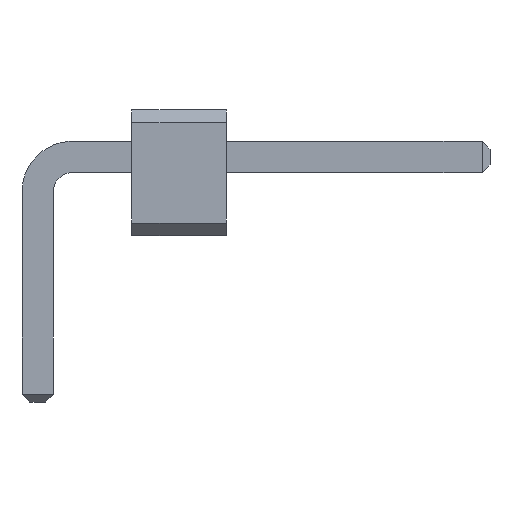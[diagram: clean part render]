
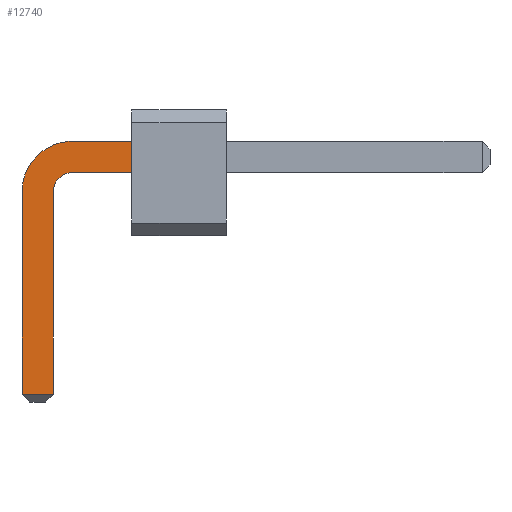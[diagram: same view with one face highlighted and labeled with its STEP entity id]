
A CAD part, front view. The second image highlights one B-rep face of the part: STEP entity #12740.
In plain terms, the highlighted planar face has unit normal (0, -1, 0).
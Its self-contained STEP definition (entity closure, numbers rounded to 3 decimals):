
#4146 = VERTEX_POINT('',#4147);
#4147 = CARTESIAN_POINT('',(1.5,-50.25,1.25));
#4155 = EDGE_CURVE('',#4146,#4156,#4158,.T.);
#4156 = VERTEX_POINT('',#4157);
#4157 = CARTESIAN_POINT('',(1.5,-50.25,0.75));
#4158 = LINE('',#4159,#4160);
#4159 = CARTESIAN_POINT('',(1.5,-50.25,0.499));
#4160 = VECTOR('',#4161,1.);
#4161 = DIRECTION('',(0.,0.,-1.));
#12640 = VERTEX_POINT('',#12641);
#12641 = CARTESIAN_POINT('',(0.5,-50.25,1.25));
#12647 = EDGE_CURVE('',#12640,#4146,#12648,.T.);
#12648 = LINE('',#12649,#12650);
#12649 = CARTESIAN_POINT('',(0.5,-50.25,1.25));
#12650 = VECTOR('',#12651,1.);
#12651 = DIRECTION('',(1.,0.,0.));
#12722 = EDGE_CURVE('',#4156,#12723,#12725,.T.);
#12723 = VERTEX_POINT('',#12724);
#12724 = CARTESIAN_POINT('',(0.5,-50.25,0.75));
#12725 = LINE('',#12726,#12727);
#12726 = CARTESIAN_POINT('',(7.2,-50.25,0.75));
#12727 = VECTOR('',#12728,1.);
#12728 = DIRECTION('',(-1.,0.,0.));
#12740 = ADVANCED_FACE('',(#12741),#12786,.F.);
#12741 = FACE_BOUND('',#12742,.F.);
#12742 = EDGE_LOOP('',(#12743,#12744,#12745,#12754,#12762,#12770,#12778,
#12785));
#12743 = ORIENTED_EDGE('',*,*,#4155,.T.);
#12744 = ORIENTED_EDGE('',*,*,#12722,.T.);
#12745 = ORIENTED_EDGE('',*,*,#12746,.T.);
#12746 = EDGE_CURVE('',#12723,#12747,#12749,.T.);
#12747 = VERTEX_POINT('',#12748);
#12748 = CARTESIAN_POINT('',(0.25,-50.25,0.5));
#12749 = CIRCLE('',#12750,0.324);
#12750 = AXIS2_PLACEMENT_3D('',#12751,#12752,#12753);
#12751 = CARTESIAN_POINT('',(0.567,-50.25,0.433));
#12752 = DIRECTION('',(0.,-1.,0.));
#12753 = DIRECTION('',(-0.207,0.,0.978
));
#12754 = ORIENTED_EDGE('',*,*,#12755,.T.);
#12755 = EDGE_CURVE('',#12747,#12756,#12758,.T.);
#12756 = VERTEX_POINT('',#12757);
#12757 = CARTESIAN_POINT('',(0.25,-50.25,-2.775));
#12758 = LINE('',#12759,#12760);
#12759 = CARTESIAN_POINT('',(0.25,-50.25,0.5));
#12760 = VECTOR('',#12761,1.);
#12761 = DIRECTION('',(0.,0.,-1.));
#12762 = ORIENTED_EDGE('',*,*,#12763,.T.);
#12763 = EDGE_CURVE('',#12756,#12764,#12766,.T.);
#12764 = VERTEX_POINT('',#12765);
#12765 = CARTESIAN_POINT('',(-0.25,-50.25,-2.775));
#12766 = LINE('',#12767,#12768);
#12767 = CARTESIAN_POINT('',(0.25,-50.25,-2.775));
#12768 = VECTOR('',#12769,1.);
#12769 = DIRECTION('',(-1.,0.,0.));
#12770 = ORIENTED_EDGE('',*,*,#12771,.T.);
#12771 = EDGE_CURVE('',#12764,#12772,#12774,.T.);
#12772 = VERTEX_POINT('',#12773);
#12773 = CARTESIAN_POINT('',(-0.25,-50.25,0.5));
#12774 = LINE('',#12775,#12776);
#12775 = CARTESIAN_POINT('',(-0.25,-50.25,-2.9));
#12776 = VECTOR('',#12777,1.);
#12777 = DIRECTION('',(0.,0.,1.));
#12778 = ORIENTED_EDGE('',*,*,#12779,.T.);
#12779 = EDGE_CURVE('',#12772,#12640,#12780,.T.);
#12780 = CIRCLE('',#12781,0.808);
#12781 = AXIS2_PLACEMENT_3D('',#12782,#12783,#12784);
#12782 = CARTESIAN_POINT('',(0.556,-50.25,0.444));
#12783 = DIRECTION('',(0.,1.,0.));
#12784 = DIRECTION('',(-0.998,0.,
0.069));
#12785 = ORIENTED_EDGE('',*,*,#12647,.T.);
#12786 = PLANE('',#12787);
#12787 = AXIS2_PLACEMENT_3D('',#12788,#12789,#12790);
#12788 = CARTESIAN_POINT('',(2.437,-50.25,0.248));
#12789 = DIRECTION('',(0.,1.,-0.));
#12790 = DIRECTION('',(0.,0.,-1.));
